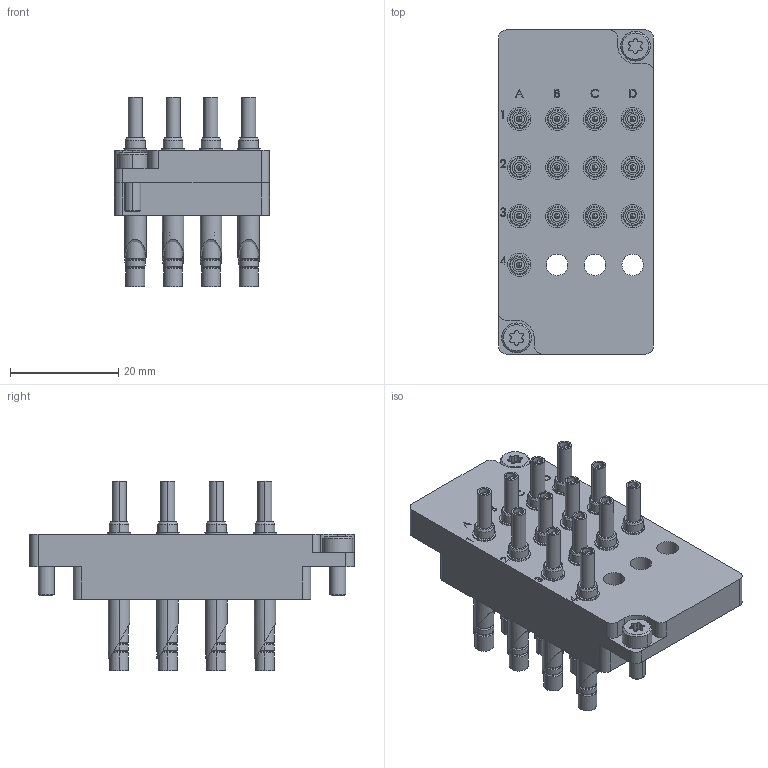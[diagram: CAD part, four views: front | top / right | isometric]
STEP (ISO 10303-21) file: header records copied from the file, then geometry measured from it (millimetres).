
FILE_DESCRIPTION (( 'STEP AP214' ), '1' );
FILE_NAME ('INGUN_38113.STEP', '2023-01-16T12:32:47', ( '' ), ( '' ), 'SwSTEP 2.0', 'SolidWorks 2021', '' );
FILE_SCHEMA (( 'AUTOMOTIVE_DESIGN' ));
Length unit declared in the file: millimetre
Products named in the file (7): INFO_4597~0_SBP-T_Kontaktierung-Seite<S>; 31005~2; INGUN_38113; KS-110-Master__ADA~ks_KS-110 23; HFS-110-0042__ADA~hfs_S; DIN912~n_M03,0x008; 31005~2_S
Assembly tree (31 placements, depth 3):
  INGUN_38113
    31005~2_S
      31005~2
      INFO_4597~0_SBP-T_Kontaktierung-Seite<S>
    DIN912~n_M03,0x008  x2
    KS-110-Master__ADA~ks_KS-110 23  x13
    HFS-110-0042__ADA~hfs_S  x13
Bounding box: 28.7 x 60 x 35 mm (x, y, z)
Volume: 22399.7 mm3; surface area: 17392.7 mm2
Topology: 63 solids, 63 shells, 1112 faces, 2314 edges, 1436 vertices
Faces by surface type: cylinder 521, plane 330, torus 156, cone 60, bspline 45
Entity records: 11555 total; most frequent: CARTESIAN_POINT 4328, ORIENTED_EDGE 1390, DIRECTION 1354, EDGE_CURVE 695, AXIS2_PLACEMENT_3D 492, VERTEX_POINT 454, VECTOR 370, LINE 370
